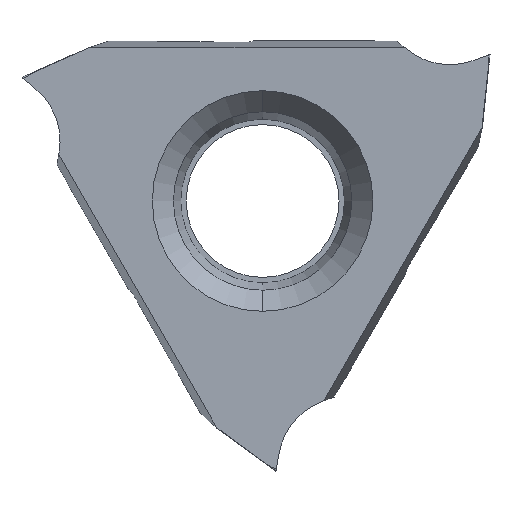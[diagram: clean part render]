
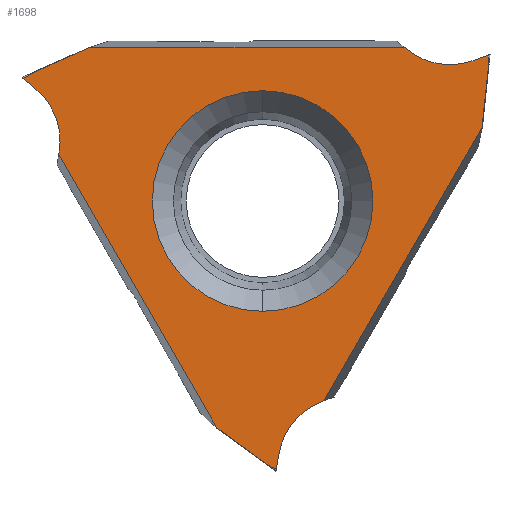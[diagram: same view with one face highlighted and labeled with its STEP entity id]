
A CAD part, left-side view. The second image highlights one B-rep face of the part: STEP entity #1698.
In plain terms, the highlighted planar face has unit normal (-1, 0, 0).
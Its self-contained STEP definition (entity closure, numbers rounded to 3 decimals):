
#190=CARTESIAN_POINT('',(0.,0.,0.));
#191=DIRECTION('',(1.,0.,0.));
#192=DIRECTION('',(0.,0.,1.));
#193=AXIS2_PLACEMENT_3D('',#190,#191,#192);
#198=CARTESIAN_POINT('',(0.,0.,0.));
#199=DIRECTION('',(1.,0.,0.));
#200=DIRECTION('',(0.,0.,-1.));
#201=AXIS2_PLACEMENT_3D('',#198,#199,#200);
#206=CARTESIAN_POINT('',(0.,-0.091,-7.732));
#207=CARTESIAN_POINT('',(0.,0.388,-7.384));
#208=CARTESIAN_POINT('',(0.,0.866,-7.036));
#209=CARTESIAN_POINT('',(0.,1.345,-6.688));
#214=DIRECTION('',(0.,0.5,0.866));
#215=VECTOR('',#214,9.319);
#216=CARTESIAN_POINT('',(0.,1.345,-6.688));
#217=LINE('',#216,#215);
#221=CARTESIAN_POINT('',(0.,6.005,1.382));
#222=CARTESIAN_POINT('',(0.,5.967,1.575));
#223=CARTESIAN_POINT('',(0.,5.952,1.94));
#224=CARTESIAN_POINT('',(0.,6.062,2.44));
#225=CARTESIAN_POINT('',(0.,6.291,2.898));
#226=CARTESIAN_POINT('',(0.,6.531,3.172));
#227=CARTESIAN_POINT('',(0.,6.682,3.299));
#232=DIRECTION('',(0.,0.766,0.643));
#233=VECTOR('',#232,0.482);
#234=CARTESIAN_POINT('',(0.,6.682,
3.299));
#235=LINE('',#234,#233);
#239=DIRECTION('',(0.,-0.866,0.5));
#240=VECTOR('',#239,0.357);
#241=CARTESIAN_POINT('',(0.,7.051,3.608));
#242=LINE('',#241,#240);
#246=CARTESIAN_POINT('',(0.,6.742,3.787));
#247=CARTESIAN_POINT('',(0.,6.201,4.028));
#248=CARTESIAN_POINT('',(0.,5.66,4.268));
#249=CARTESIAN_POINT('',(0.,5.119,4.509));
#254=DIRECTION('',(0.,1.,0.));
#255=VECTOR('',#254,9.319);
#256=CARTESIAN_POINT('',(0.,-4.199,4.509));
#257=LINE('',#256,#255);
#261=CARTESIAN_POINT('',(0.,-4.199,4.509));
#262=CARTESIAN_POINT('',(0.,-4.348,4.38));
#263=CARTESIAN_POINT('',(0.,-4.656,4.185));
#264=CARTESIAN_POINT('',(0.,-5.144,4.029));
#265=CARTESIAN_POINT('',(0.,-5.655,3.999));
#266=CARTESIAN_POINT('',(0.,-6.013,4.07));
#267=CARTESIAN_POINT('',(0.,-6.198,4.137));
#272=DIRECTION('',(0.,-0.94,0.342));
#273=VECTOR('',#272,0.482);
#274=CARTESIAN_POINT('',(0.,-6.198,4.137));
#275=LINE('',#274,#273);
#279=DIRECTION('',(0.,0.,-1.));
#280=VECTOR('',#279,0.357);
#281=CARTESIAN_POINT('',(0.,-6.65,4.302));
#282=LINE('',#281,#280);
#286=CARTESIAN_POINT('',(0.,-6.465,2.179));
#287=CARTESIAN_POINT('',(0.,-6.527,2.768));
#288=CARTESIAN_POINT('',(0.,-6.588,3.356));
#289=CARTESIAN_POINT('',(0.,-6.65,3.945));
#294=DIRECTION('',(0.,-0.5,0.866));
#295=VECTOR('',#294,9.319);
#296=CARTESIAN_POINT('',(0.,-1.805,-5.891));
#297=LINE('',#296,#295);
#301=CARTESIAN_POINT('',(0.,-1.805,-5.891));
#302=CARTESIAN_POINT('',(0.,-1.619,-5.955));
#303=CARTESIAN_POINT('',(0.,-1.296,-6.125));
#304=CARTESIAN_POINT('',(0.,-0.918,-6.469));
#305=CARTESIAN_POINT('',(0.,-0.636,-6.897));
#306=CARTESIAN_POINT('',(0.,-0.518,-7.242));
#307=CARTESIAN_POINT('',(0.,-0.484,-7.436));
#312=DIRECTION('',(0.,0.174,-0.985));
#313=VECTOR('',#312,0.482);
#314=CARTESIAN_POINT('',(0.,-0.484,
-7.436));
#315=LINE('',#314,#313);
#319=DIRECTION('',(0.,0.866,0.5));
#320=VECTOR('',#319,0.357);
#321=CARTESIAN_POINT('',(0.,-0.4,-7.91));
#322=LINE('',#321,#320);
#436=CARTESIAN_POINT('',(0.,1.345,-6.688));
#685=CARTESIAN_POINT('',(0.,-6.465,2.179));
#777=CARTESIAN_POINT('',(0.,-6.65,4.302));
#806=CARTESIAN_POINT('',(0.,-6.65,3.945));
#1007=CARTESIAN_POINT('',(0.,5.119,4.509));
#1393=CARTESIAN_POINT('',(0.,-0.484,
-7.436));
#1394=CARTESIAN_POINT('',(0.,-0.4,-7.91));
#1395=VERTEX_POINT('',#1393);
#1396=VERTEX_POINT('',#1394);
#1397=CARTESIAN_POINT('',(0.,6.682,
3.299));
#1398=CARTESIAN_POINT('',(0.,7.051,3.608));
#1399=VERTEX_POINT('',#1397);
#1400=VERTEX_POINT('',#1398);
#1402=VERTEX_POINT('',#777);
#1403=CARTESIAN_POINT('',(0.,-6.198,4.137));
#1404=VERTEX_POINT('',#1403);
#1428=CARTESIAN_POINT('',(0.,0.,3.25));
#1429=CARTESIAN_POINT('',(0.,0.,-3.25));
#1430=VERTEX_POINT('',#1428);
#1431=VERTEX_POINT('',#1429);
#1432=VERTEX_POINT('',#261);
#1437=VERTEX_POINT('',#301);
#1439=VERTEX_POINT('',#221);
#1499=VERTEX_POINT('',#436);
#1500=VERTEX_POINT('',#206);
#1519=VERTEX_POINT('',#1007);
#1520=VERTEX_POINT('',#246);
#1522=VERTEX_POINT('',#806);
#1525=VERTEX_POINT('',#685);
#1656=CARTESIAN_POINT('',(0.,0.,0.));
#1657=DIRECTION('',(-1.,0.,0.));
#1658=DIRECTION('',(0.,-1.,0.));
#1659=AXIS2_PLACEMENT_3D('',#1656,#1657,#1658);
#1660=PLANE('',#1659);
#1662=ORIENTED_EDGE('',*,*,#1661,.T.);
#1664=ORIENTED_EDGE('',*,*,#1663,.T.);
#1666=ORIENTED_EDGE('',*,*,#1665,.T.);
#1668=ORIENTED_EDGE('',*,*,#1667,.T.);
#1670=ORIENTED_EDGE('',*,*,#1669,.T.);
#1672=ORIENTED_EDGE('',*,*,#1671,.T.);
#1674=ORIENTED_EDGE('',*,*,#1673,.F.);
#1676=ORIENTED_EDGE('',*,*,#1675,.T.);
#1678=ORIENTED_EDGE('',*,*,#1677,.T.);
#1680=ORIENTED_EDGE('',*,*,#1679,.T.);
#1682=ORIENTED_EDGE('',*,*,#1681,.F.);
#1684=ORIENTED_EDGE('',*,*,#1683,.F.);
#1686=ORIENTED_EDGE('',*,*,#1685,.T.);
#1688=ORIENTED_EDGE('',*,*,#1687,.T.);
#1690=ORIENTED_EDGE('',*,*,#1689,.T.);
#1691=EDGE_LOOP('',(#1662,#1664,#1666,#1668,#1670,#1672,#1674,#1676,#1678,#1680,
#1682,#1684,#1686,#1688,#1690));
#1692=FACE_OUTER_BOUND('',#1691,.F.);
#1694=ORIENTED_EDGE('',*,*,#1693,.F.);
#1695=ORIENTED_EDGE('',*,*,#1646,.F.);
#1696=EDGE_LOOP('',(#1694,#1695));
#1697=FACE_BOUND('',#1696,.F.);
#194=CIRCLE('',#193,3.25);
#202=CIRCLE('',#201,3.25);
#210=B_SPLINE_CURVE_WITH_KNOTS('',3,(#206,#207,#208,#209),.UNSPECIFIED.,.F.,.F.,
(4,4),(0.,1.),.UNSPECIFIED.);
#228=B_SPLINE_CURVE_WITH_KNOTS('',3,(#221,#222,#223,#224,#225,#226,#227),
.UNSPECIFIED.,.F.,.F.,(4,1,1,1,4),(0.,0.25,0.5,0.75,1.),
.UNSPECIFIED.);
#250=B_SPLINE_CURVE_WITH_KNOTS('',3,(#246,#247,#248,#249),.UNSPECIFIED.,.F.,.F.,
(4,4),(0.,1.),.UNSPECIFIED.);
#268=B_SPLINE_CURVE_WITH_KNOTS('',3,(#261,#262,#263,#264,#265,#266,#267),
.UNSPECIFIED.,.F.,.F.,(4,1,1,1,4),(0.,0.25,0.5,0.75,1.),
.UNSPECIFIED.);
#290=B_SPLINE_CURVE_WITH_KNOTS('',3,(#286,#287,#288,#289),.UNSPECIFIED.,.F.,.F.,
(4,4),(0.,1.),.UNSPECIFIED.);
#308=B_SPLINE_CURVE_WITH_KNOTS('',3,(#301,#302,#303,#304,#305,#306,#307),
.UNSPECIFIED.,.F.,.F.,(4,1,1,1,4),(0.,0.25,0.5,0.75,1.),
.UNSPECIFIED.);
#1646=EDGE_CURVE('',#1431,#1430,#202,.T.);
#1661=EDGE_CURVE('',#1500,#1499,#210,.T.);
#1663=EDGE_CURVE('',#1499,#1439,#217,.T.);
#1665=EDGE_CURVE('',#1439,#1399,#228,.T.);
#1667=EDGE_CURVE('',#1399,#1400,#235,.T.);
#1669=EDGE_CURVE('',#1400,#1520,#242,.T.);
#1671=EDGE_CURVE('',#1520,#1519,#250,.T.);
#1673=EDGE_CURVE('',#1432,#1519,#257,.T.);
#1675=EDGE_CURVE('',#1432,#1404,#268,.T.);
#1677=EDGE_CURVE('',#1404,#1402,#275,.T.);
#1679=EDGE_CURVE('',#1402,#1522,#282,.T.);
#1681=EDGE_CURVE('',#1525,#1522,#290,.T.);
#1683=EDGE_CURVE('',#1437,#1525,#297,.T.);
#1685=EDGE_CURVE('',#1437,#1395,#308,.T.);
#1687=EDGE_CURVE('',#1395,#1396,#315,.T.);
#1689=EDGE_CURVE('',#1396,#1500,#322,.T.);
#1693=EDGE_CURVE('',#1430,#1431,#194,.T.);
#1698=ADVANCED_FACE('',(#1692,#1697),#1660,.T.);
